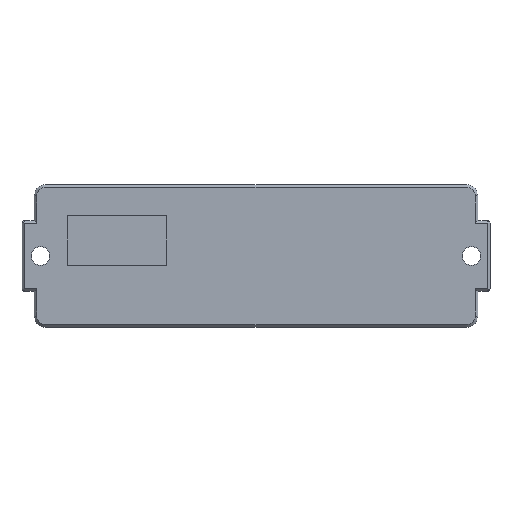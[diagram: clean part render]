
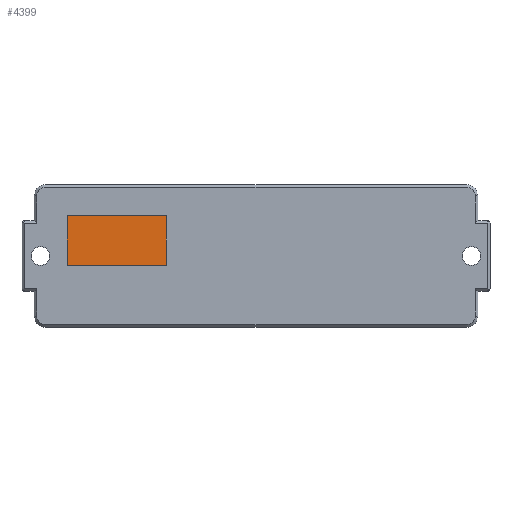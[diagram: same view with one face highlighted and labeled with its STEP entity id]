
A CAD part, top view. The second image highlights one B-rep face of the part: STEP entity #4399.
In plain terms, the highlighted planar face has unit normal (0, 0, 1).
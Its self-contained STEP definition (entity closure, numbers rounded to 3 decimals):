
#4085 = VERTEX_POINT('',#4086);
#4086 = CARTESIAN_POINT('',(-15.25,3.25,0.8));
#4093 = PLANE('',#4094);
#4094 = AXIS2_PLACEMENT_3D('',#4095,#4096,#4097);
#4095 = CARTESIAN_POINT('',(-15.25,3.25,0.6));
#4096 = DIRECTION('',(0.,1.,0.));
#4097 = DIRECTION('',(1.,0.,0.));
#4105 = PLANE('',#4106);
#4106 = AXIS2_PLACEMENT_3D('',#4107,#4108,#4109);
#4107 = CARTESIAN_POINT('',(-15.25,-0.75,0.6));
#4108 = DIRECTION('',(-1.,0.,0.));
#4109 = DIRECTION('',(0.,1.,0.));
#4117 = EDGE_CURVE('',#4085,#4118,#4120,.T.);
#4118 = VERTEX_POINT('',#4119);
#4119 = CARTESIAN_POINT('',(-7.25,3.25,0.8));
#4120 = SURFACE_CURVE('',#4121,(#4125,#4132),.PCURVE_S1.);
#4121 = LINE('',#4122,#4123);
#4122 = CARTESIAN_POINT('',(-15.25,3.25,0.8));
#4123 = VECTOR('',#4124,1.);
#4124 = DIRECTION('',(1.,0.,0.));
#4125 = PCURVE('',#4093,#4126);
#4126 = DEFINITIONAL_REPRESENTATION('',(#4127),#4131);
#4127 = LINE('',#4128,#4129);
#4128 = CARTESIAN_POINT('',(0.,-0.2));
#4129 = VECTOR('',#4130,1.);
#4130 = DIRECTION('',(1.,0.));
#4131 = ( GEOMETRIC_REPRESENTATION_CONTEXT(2) 
PARAMETRIC_REPRESENTATION_CONTEXT() REPRESENTATION_CONTEXT('2D SPACE',''
  ) );
#4132 = PCURVE('',#4133,#4138);
#4133 = PLANE('',#4134);
#4134 = AXIS2_PLACEMENT_3D('',#4135,#4136,#4137);
#4135 = CARTESIAN_POINT('',(-11.25,1.25,0.8));
#4136 = DIRECTION('',(0.,0.,-1.));
#4137 = DIRECTION('',(1.,0.,0.));
#4138 = DEFINITIONAL_REPRESENTATION('',(#4139),#4143);
#4139 = LINE('',#4140,#4141);
#4140 = CARTESIAN_POINT('',(-4.,-2.));
#4141 = VECTOR('',#4142,1.);
#4142 = DIRECTION('',(1.,0.));
#4143 = ( GEOMETRIC_REPRESENTATION_CONTEXT(2) 
PARAMETRIC_REPRESENTATION_CONTEXT() REPRESENTATION_CONTEXT('2D SPACE',''
  ) );
#4161 = PLANE('',#4162);
#4162 = AXIS2_PLACEMENT_3D('',#4163,#4164,#4165);
#4163 = CARTESIAN_POINT('',(-7.25,3.25,0.6));
#4164 = DIRECTION('',(1.,0.,-0.));
#4165 = DIRECTION('',(0.,-1.,0.));
#4203 = EDGE_CURVE('',#4118,#4204,#4206,.T.);
#4204 = VERTEX_POINT('',#4205);
#4205 = CARTESIAN_POINT('',(-7.25,-0.75,0.8));
#4206 = SURFACE_CURVE('',#4207,(#4211,#4218),.PCURVE_S1.);
#4207 = LINE('',#4208,#4209);
#4208 = CARTESIAN_POINT('',(-7.25,3.25,0.8));
#4209 = VECTOR('',#4210,1.);
#4210 = DIRECTION('',(0.,-1.,0.));
#4211 = PCURVE('',#4161,#4212);
#4212 = DEFINITIONAL_REPRESENTATION('',(#4213),#4217);
#4213 = LINE('',#4214,#4215);
#4214 = CARTESIAN_POINT('',(0.,-0.2));
#4215 = VECTOR('',#4216,1.);
#4216 = DIRECTION('',(1.,0.));
#4217 = ( GEOMETRIC_REPRESENTATION_CONTEXT(2) 
PARAMETRIC_REPRESENTATION_CONTEXT() REPRESENTATION_CONTEXT('2D SPACE',''
  ) );
#4218 = PCURVE('',#4133,#4219);
#4219 = DEFINITIONAL_REPRESENTATION('',(#4220),#4224);
#4220 = LINE('',#4221,#4222);
#4221 = CARTESIAN_POINT('',(4.,-2.));
#4222 = VECTOR('',#4223,1.);
#4223 = DIRECTION('',(0.,1.));
#4224 = ( GEOMETRIC_REPRESENTATION_CONTEXT(2) 
PARAMETRIC_REPRESENTATION_CONTEXT() REPRESENTATION_CONTEXT('2D SPACE',''
  ) );
#4242 = PLANE('',#4243);
#4243 = AXIS2_PLACEMENT_3D('',#4244,#4245,#4246);
#4244 = CARTESIAN_POINT('',(-7.25,-0.75,0.6));
#4245 = DIRECTION('',(0.,-1.,0.));
#4246 = DIRECTION('',(-1.,0.,0.));
#4279 = EDGE_CURVE('',#4204,#4280,#4282,.T.);
#4280 = VERTEX_POINT('',#4281);
#4281 = CARTESIAN_POINT('',(-15.25,-0.75,0.8));
#4282 = SURFACE_CURVE('',#4283,(#4287,#4294),.PCURVE_S1.);
#4283 = LINE('',#4284,#4285);
#4284 = CARTESIAN_POINT('',(-7.25,-0.75,0.8));
#4285 = VECTOR('',#4286,1.);
#4286 = DIRECTION('',(-1.,0.,0.));
#4287 = PCURVE('',#4242,#4288);
#4288 = DEFINITIONAL_REPRESENTATION('',(#4289),#4293);
#4289 = LINE('',#4290,#4291);
#4290 = CARTESIAN_POINT('',(0.,-0.2));
#4291 = VECTOR('',#4292,1.);
#4292 = DIRECTION('',(1.,0.));
#4293 = ( GEOMETRIC_REPRESENTATION_CONTEXT(2) 
PARAMETRIC_REPRESENTATION_CONTEXT() REPRESENTATION_CONTEXT('2D SPACE',''
  ) );
#4294 = PCURVE('',#4133,#4295);
#4295 = DEFINITIONAL_REPRESENTATION('',(#4296),#4300);
#4296 = LINE('',#4297,#4298);
#4297 = CARTESIAN_POINT('',(4.,2.));
#4298 = VECTOR('',#4299,1.);
#4299 = DIRECTION('',(-1.,0.));
#4300 = ( GEOMETRIC_REPRESENTATION_CONTEXT(2) 
PARAMETRIC_REPRESENTATION_CONTEXT() REPRESENTATION_CONTEXT('2D SPACE',''
  ) );
#4350 = EDGE_CURVE('',#4280,#4085,#4351,.T.);
#4351 = SURFACE_CURVE('',#4352,(#4356,#4363),.PCURVE_S1.);
#4352 = LINE('',#4353,#4354);
#4353 = CARTESIAN_POINT('',(-15.25,-0.75,0.8));
#4354 = VECTOR('',#4355,1.);
#4355 = DIRECTION('',(0.,1.,0.));
#4356 = PCURVE('',#4105,#4357);
#4357 = DEFINITIONAL_REPRESENTATION('',(#4358),#4362);
#4358 = LINE('',#4359,#4360);
#4359 = CARTESIAN_POINT('',(0.,-0.2));
#4360 = VECTOR('',#4361,1.);
#4361 = DIRECTION('',(1.,0.));
#4362 = ( GEOMETRIC_REPRESENTATION_CONTEXT(2) 
PARAMETRIC_REPRESENTATION_CONTEXT() REPRESENTATION_CONTEXT('2D SPACE',''
  ) );
#4363 = PCURVE('',#4133,#4364);
#4364 = DEFINITIONAL_REPRESENTATION('',(#4365),#4369);
#4365 = LINE('',#4366,#4367);
#4366 = CARTESIAN_POINT('',(-4.,2.));
#4367 = VECTOR('',#4368,1.);
#4368 = DIRECTION('',(0.,-1.));
#4369 = ( GEOMETRIC_REPRESENTATION_CONTEXT(2) 
PARAMETRIC_REPRESENTATION_CONTEXT() REPRESENTATION_CONTEXT('2D SPACE',''
  ) );
#4399 = ADVANCED_FACE('',(#4400),#4133,.F.);
#4400 = FACE_BOUND('',#4401,.F.);
#4401 = EDGE_LOOP('',(#4402,#4403,#4404,#4405));
#4402 = ORIENTED_EDGE('',*,*,#4117,.T.);
#4403 = ORIENTED_EDGE('',*,*,#4203,.T.);
#4404 = ORIENTED_EDGE('',*,*,#4279,.T.);
#4405 = ORIENTED_EDGE('',*,*,#4350,.T.);
